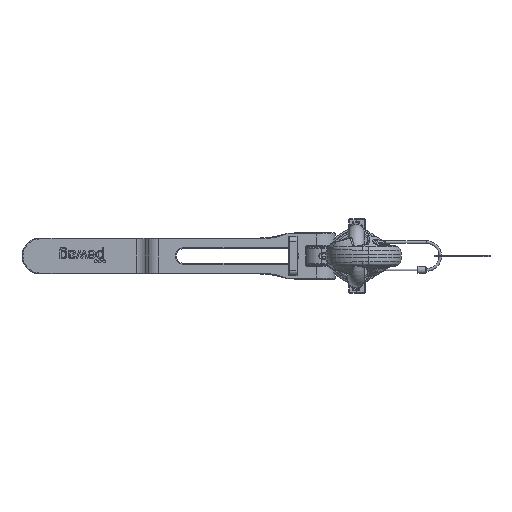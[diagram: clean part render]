
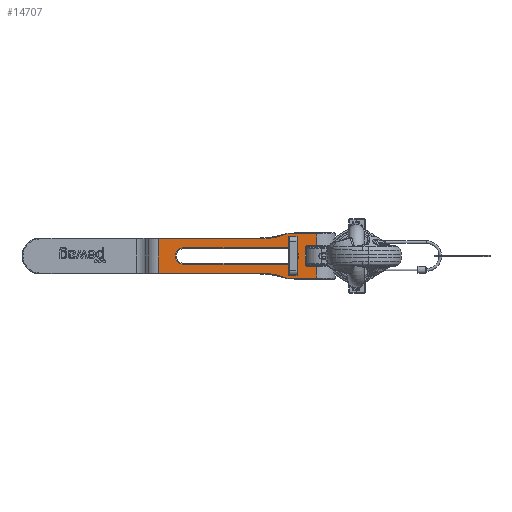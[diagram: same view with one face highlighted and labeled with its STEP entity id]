
A CAD part, left-side view. The second image highlights one B-rep face of the part: STEP entity #14707.
In plain terms, the highlighted planar face has unit normal (-1, 0, 0).
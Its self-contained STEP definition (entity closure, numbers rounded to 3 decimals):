
#8529=PLANE('',#79656);
#14707=ADVANCED_FACE('',(#18634,#18635),#8529,.T.);
#18634=FACE_BOUND('',#20133,.T.);
#18635=FACE_BOUND('',#20134,.T.);
#20133=EDGE_LOOP('',(#35389,#35390,#35391,#35392));
#20134=EDGE_LOOP('',(#35393,#35394,#35395,#35396,#35397,#35398,#35399,#35400,
#35401,#35402,#35403,#35404,#35405,#35406));
#35389=ORIENTED_EDGE('',*,*,#60692,.T.);
#35390=ORIENTED_EDGE('',*,*,#60693,.T.);
#35391=ORIENTED_EDGE('',*,*,#60694,.T.);
#35392=ORIENTED_EDGE('',*,*,#60695,.T.);
#35393=ORIENTED_EDGE('',*,*,#60696,.T.);
#35394=ORIENTED_EDGE('',*,*,#60697,.T.);
#35395=ORIENTED_EDGE('',*,*,#60698,.T.);
#35396=ORIENTED_EDGE('',*,*,#60699,.T.);
#35397=ORIENTED_EDGE('',*,*,#60700,.T.);
#35398=ORIENTED_EDGE('',*,*,#60701,.T.);
#35399=ORIENTED_EDGE('',*,*,#60702,.T.);
#35400=ORIENTED_EDGE('',*,*,#60703,.T.);
#35401=ORIENTED_EDGE('',*,*,#60704,.T.);
#35402=ORIENTED_EDGE('',*,*,#60705,.T.);
#35403=ORIENTED_EDGE('',*,*,#60706,.T.);
#35404=ORIENTED_EDGE('',*,*,#60707,.T.);
#35405=ORIENTED_EDGE('',*,*,#60708,.T.);
#35406=ORIENTED_EDGE('',*,*,#60709,.T.);
#53086=VERTEX_POINT('',#124697);
#53087=VERTEX_POINT('',#124698);
#53088=VERTEX_POINT('',#124700);
#53089=VERTEX_POINT('',#124702);
#53090=VERTEX_POINT('',#124705);
#53091=VERTEX_POINT('',#124706);
#53092=VERTEX_POINT('',#124708);
#53093=VERTEX_POINT('',#124710);
#53094=VERTEX_POINT('',#124712);
#53095=VERTEX_POINT('',#124714);
#53096=VERTEX_POINT('',#124716);
#53097=VERTEX_POINT('',#124718);
#53098=VERTEX_POINT('',#124720);
#53099=VERTEX_POINT('',#124722);
#53100=VERTEX_POINT('',#124724);
#53101=VERTEX_POINT('',#124726);
#53102=VERTEX_POINT('',#124728);
#53103=VERTEX_POINT('',#124730);
#60692=EDGE_CURVE('',#53086,#53087,#77738,.T.);
#60693=EDGE_CURVE('',#53087,#53088,#69274,.T.);
#60694=EDGE_CURVE('',#53088,#53089,#77739,.T.);
#60695=EDGE_CURVE('',#53089,#53086,#69275,.T.);
#60696=EDGE_CURVE('',#53090,#53091,#77740,.T.);
#60697=EDGE_CURVE('',#53091,#53092,#69276,.T.);
#60698=EDGE_CURVE('',#53092,#53093,#69277,.T.);
#60699=EDGE_CURVE('',#53093,#53094,#69278,.T.);
#60700=EDGE_CURVE('',#53094,#53095,#77741,.T.);
#60701=EDGE_CURVE('',#53095,#53096,#69279,.T.);
#60702=EDGE_CURVE('',#53096,#53097,#69280,.T.);
#60703=EDGE_CURVE('',#53097,#53098,#69281,.T.);
#60704=EDGE_CURVE('',#53098,#53099,#77742,.T.);
#60705=EDGE_CURVE('',#53099,#53100,#69282,.T.);
#60706=EDGE_CURVE('',#53100,#53101,#77743,.T.);
#60707=EDGE_CURVE('',#53101,#53102,#69283,.T.);
#60708=EDGE_CURVE('',#53102,#53103,#69284,.T.);
#60709=EDGE_CURVE('',#53103,#53090,#69285,.T.);
#69274=LINE('',#124699,#72752);
#69275=LINE('',#124703,#72753);
#69276=LINE('',#124707,#72754);
#69277=LINE('',#124709,#72755);
#69278=LINE('',#124711,#72756);
#69279=LINE('',#124715,#72757);
#69280=LINE('',#124717,#72758);
#69281=LINE('',#124719,#72759);
#69282=LINE('',#124723,#72760);
#69283=LINE('',#124727,#72761);
#69284=LINE('',#124729,#72762);
#69285=LINE('',#124731,#72763);
#72752=VECTOR('',#85469,1.);
#72753=VECTOR('',#85472,1.);
#72754=VECTOR('',#85475,1.);
#72755=VECTOR('',#85476,1.);
#72756=VECTOR('',#85477,1.);
#72757=VECTOR('',#85480,1.);
#72758=VECTOR('',#85481,1.);
#72759=VECTOR('',#85482,1.);
#72760=VECTOR('',#85485,1.);
#72761=VECTOR('',#85488,1.);
#72762=VECTOR('',#85489,1.);
#72763=VECTOR('',#85490,1.);
#77738=CIRCLE('',#79650,9.);
#77739=CIRCLE('',#79651,9.);
#77740=CIRCLE('',#79652,81.);
#77741=CIRCLE('',#79653,81.);
#77742=CIRCLE('',#79654,3.414);
#77743=CIRCLE('',#79655,3.414);
#79650=AXIS2_PLACEMENT_3D('',#124696,#85467,#85468);
#79651=AXIS2_PLACEMENT_3D('',#124701,#85470,#85471);
#79652=AXIS2_PLACEMENT_3D('',#124704,#85473,#85474);
#79653=AXIS2_PLACEMENT_3D('',#124713,#85478,#85479);
#79654=AXIS2_PLACEMENT_3D('',#124721,#85483,#85484);
#79655=AXIS2_PLACEMENT_3D('',#124725,#85486,#85487);
#79656=AXIS2_PLACEMENT_3D('',#124732,#85491,#85492);
#85467=DIRECTION('',(1.,0.,0.));
#85468=DIRECTION('',(0.,0.,1.));
#85469=DIRECTION('',(0.,1.,0.));
#85470=DIRECTION('',(1.,0.,0.));
#85471=DIRECTION('',(0.,0.,1.));
#85472=DIRECTION('',(0.,-1.,0.));
#85473=DIRECTION('',(1.,0.,0.));
#85474=DIRECTION('',(0.,0.,1.));
#85475=DIRECTION('',(0.,1.,0.));
#85476=DIRECTION('',(0.,0.,-1.));
#85477=DIRECTION('',(0.,-1.,0.));
#85478=DIRECTION('',(1.,0.,0.));
#85479=DIRECTION('',(0.,0.,1.));
#85480=DIRECTION('',(0.,-1.,0.));
#85481=DIRECTION('',(0.,0.,1.));
#85482=DIRECTION('',(0.,1.,0.));
#85483=DIRECTION('',(1.,0.,0.));
#85484=DIRECTION('',(0.,0.,-1.));
#85485=DIRECTION('',(0.,0.,1.));
#85486=DIRECTION('',(1.,0.,0.));
#85487=DIRECTION('',(0.,0.,-1.));
#85488=DIRECTION('',(0.,-1.,0.));
#85489=DIRECTION('',(0.,0.,1.));
#85490=DIRECTION('',(0.,1.,0.));
#85491=DIRECTION('',(-1.,0.,0.));
#85492=DIRECTION('',(0.,0.,-1.));
#124696=CARTESIAN_POINT('',(-20.,70.668,0.));
#124697=CARTESIAN_POINT('',(-20.,70.668,9.));
#124698=CARTESIAN_POINT('',(-20.,70.668,-9.));
#124699=CARTESIAN_POINT('',(-20.,103.668,-9.));
#124700=CARTESIAN_POINT('',(-20.,185.668,-9.));
#124701=CARTESIAN_POINT('',(-20.,185.668,0.));
#124702=CARTESIAN_POINT('',(-20.,185.668,9.));
#124703=CARTESIAN_POINT('',(-20.,103.668,9.));
#124704=CARTESIAN_POINT('',(-20.,103.668,99.359));
#124705=CARTESIAN_POINT('',(-20.,74.481,23.8));
#124706=CARTESIAN_POINT('',(-20.,103.668,18.359));
#124707=CARTESIAN_POINT('',(-20.,103.668,18.359));
#124708=CARTESIAN_POINT('',(-20.,212.954,18.359));
#124709=CARTESIAN_POINT('',(-20.,212.954,-99.359));
#124710=CARTESIAN_POINT('',(-20.,212.954,-18.359));
#124711=CARTESIAN_POINT('',(-20.,103.668,-18.359));
#124712=CARTESIAN_POINT('',(-20.,103.668,-18.359));
#124713=CARTESIAN_POINT('',(-20.,103.668,-99.359));
#124714=CARTESIAN_POINT('',(-20.,74.481,-23.8));
#124715=CARTESIAN_POINT('',(-20.,103.668,-23.8));
#124716=CARTESIAN_POINT('',(-20.,42.668,-23.8));
#124717=CARTESIAN_POINT('',(-20.,42.668,-99.359));
#124718=CARTESIAN_POINT('',(-20.,42.668,-11.414));
#124719=CARTESIAN_POINT('',(-20.,103.668,-11.414));
#124720=CARTESIAN_POINT('',(-20.,51.668,-11.414));
#124721=CARTESIAN_POINT('',(-20.,51.668,-8.));
#124722=CARTESIAN_POINT('',(-20.,55.082,-8.));
#124723=CARTESIAN_POINT('',(-20.,55.082,-99.359));
#124724=CARTESIAN_POINT('',(-20.,55.082,8.));
#124725=CARTESIAN_POINT('',(-20.,51.668,8.));
#124726=CARTESIAN_POINT('',(-20.,51.668,11.414));
#124727=CARTESIAN_POINT('',(-20.,103.668,11.414));
#124728=CARTESIAN_POINT('',(-20.,42.668,11.414));
#124729=CARTESIAN_POINT('',(-20.,42.668,-99.359));
#124730=CARTESIAN_POINT('',(-20.,42.668,23.8));
#124731=CARTESIAN_POINT('',(-20.,103.668,23.8));
#124732=CARTESIAN_POINT('',(-20.,103.668,-99.359));
